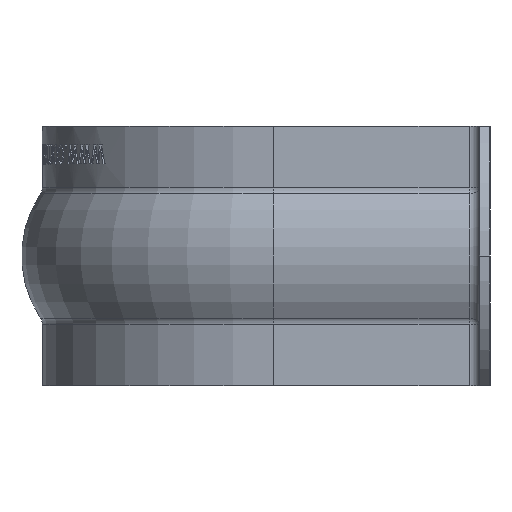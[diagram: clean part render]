
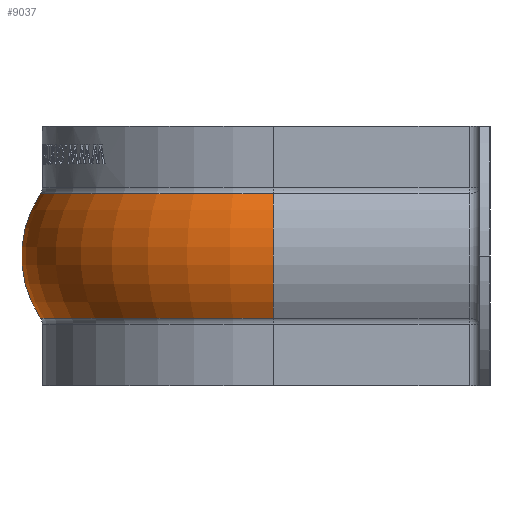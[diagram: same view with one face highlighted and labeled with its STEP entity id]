
A CAD part, left-side view. The second image highlights one B-rep face of the part: STEP entity #9037.
In plain terms, the highlighted toroidal (fillet/blend) face has major radius 10.787 mm and minor radius 8.613 mm.
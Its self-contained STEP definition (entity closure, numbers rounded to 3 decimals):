
#580 = DIRECTION ( 'NONE',  ( 0., 0., 1. ) ) ;
#1539 = DIRECTION ( 'NONE',  ( -1., 0., 0. ) ) ;
#1905 = CIRCLE ( 'NONE', #10094, 8.613 ) ;
#1934 = ORIENTED_EDGE ( 'NONE', *, *, #24061, .T. ) ;
#2111 = CARTESIAN_POINT ( 'NONE',  ( 10.787, 16.7, 0. ) ) ;
#2976 = ORIENTED_EDGE ( 'NONE', *, *, #9465, .T. ) ;
#3471 = CARTESIAN_POINT ( 'NONE',  ( -10.787, 16.7, 0. ) ) ;
#3939 = DIRECTION ( 'NONE',  ( 0., -1., 0. ) ) ;
#4667 = CIRCLE ( 'NONE', #22369, 17.936 ) ;
#5888 = VERTEX_POINT ( 'NONE', #19370 ) ;
#5928 = CARTESIAN_POINT ( 'NONE',  ( -17.936, 16.7, -4.804 ) ) ;
#6561 = EDGE_CURVE ( 'NONE', #13504, #9562, #4667, .T. ) ;
#7120 = DIRECTION ( 'NONE',  ( 0., 0., 1. ) ) ;
#7997 = CARTESIAN_POINT ( 'NONE',  ( 17.936, 16.7, -4.804 ) ) ;
#9037 = ADVANCED_FACE ( 'NONE', ( #13980 ), #18515, .T. ) ;
#9465 = EDGE_CURVE ( 'NONE', #9562, #5888, #16704, .T. ) ;
#9562 = VERTEX_POINT ( 'NONE', #5928 ) ;
#9661 = ORIENTED_EDGE ( 'NONE', *, *, #6561, .T. ) ;
#10094 = AXIS2_PLACEMENT_3D ( 'NONE', #2111, #3939, #17794 ) ;
#10591 = AXIS2_PLACEMENT_3D ( 'NONE', #3471, #18921, #11233 ) ;
#11233 = DIRECTION ( 'NONE',  ( 0., 0., -1. ) ) ;
#11678 = EDGE_LOOP ( 'NONE', ( #11914, #9661, #2976, #1934 ) ) ;
#11914 = ORIENTED_EDGE ( 'NONE', *, *, #12416, .F. ) ;
#12416 = EDGE_CURVE ( 'NONE', #13504, #21012, #1905, .T. ) ;
#12869 = AXIS2_PLACEMENT_3D ( 'NONE', #22514, #7120, #16706 ) ;
#13504 = VERTEX_POINT ( 'NONE', #7997 ) ;
#13980 = FACE_OUTER_BOUND ( 'NONE', #11678, .T. ) ;
#15921 = CARTESIAN_POINT ( 'NONE',  ( 0., 16.7, -4.804 ) ) ;
#16466 = DIRECTION ( 'NONE',  ( 0., 0., -1. ) ) ;
#16499 = CIRCLE ( 'NONE', #23268, 17.936 ) ;
#16704 = CIRCLE ( 'NONE', #10591, 8.613 ) ;
#16706 = DIRECTION ( 'NONE',  ( 1., 0., 0. ) ) ;
#17794 = DIRECTION ( 'NONE',  ( 0., 0., -1. ) ) ;
#18515 = TOROIDAL_SURFACE ( 'NONE', #12869, 10.787, 8.613 ) ;
#18921 = DIRECTION ( 'NONE',  ( 0., 1., 0. ) ) ;
#19370 = CARTESIAN_POINT ( 'NONE',  ( -17.936, 16.7, 4.804 ) ) ;
#19763 = DIRECTION ( 'NONE',  ( 1., 0., 0. ) ) ;
#20356 = CARTESIAN_POINT ( 'NONE',  ( 17.936, 16.7, 4.804 ) ) ;
#21012 = VERTEX_POINT ( 'NONE', #20356 ) ;
#22369 = AXIS2_PLACEMENT_3D ( 'NONE', #15921, #580, #19763 ) ;
#22514 = CARTESIAN_POINT ( 'NONE',  ( 0., 16.7, 0. ) ) ;
#23268 = AXIS2_PLACEMENT_3D ( 'NONE', #23967, #16466, #1539 ) ;
#23967 = CARTESIAN_POINT ( 'NONE',  ( 0., 16.7, 4.804 ) ) ;
#24061 = EDGE_CURVE ( 'NONE', #5888, #21012, #16499, .T. ) ;
